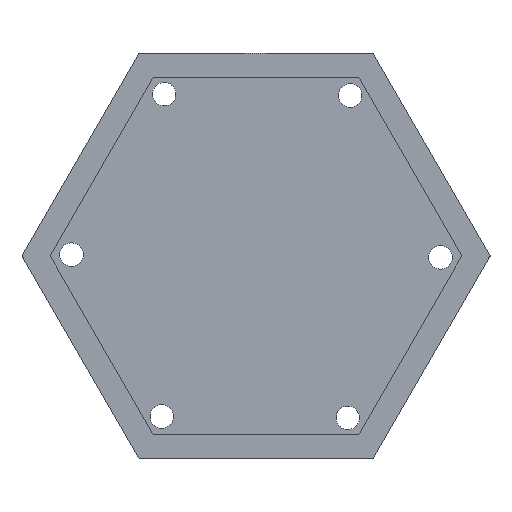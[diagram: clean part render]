
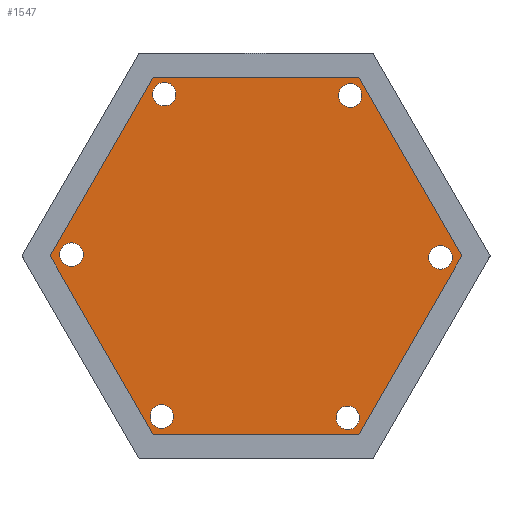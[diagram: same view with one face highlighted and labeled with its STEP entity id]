
A CAD part, top view. The second image highlights one B-rep face of the part: STEP entity #1547.
In plain terms, the highlighted planar face has unit normal (0, 0, 1).
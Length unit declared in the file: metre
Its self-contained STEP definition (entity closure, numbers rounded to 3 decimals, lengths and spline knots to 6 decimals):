
#44=CIRCLE('',#1680,0.02);
#45=CIRCLE('',#1682,0.02);
#46=CIRCLE('',#1684,0.02);
#47=CIRCLE('',#1686,0.02);
#48=CIRCLE('',#1688,0.02);
#49=CIRCLE('',#1690,0.02);
#146=ORIENTED_EDGE('',*,*,#529,.T.);
#147=ORIENTED_EDGE('',*,*,#528,.F.);
#148=ORIENTED_EDGE('',*,*,#527,.F.);
#149=ORIENTED_EDGE('',*,*,#526,.F.);
#150=ORIENTED_EDGE('',*,*,#525,.T.);
#151=ORIENTED_EDGE('',*,*,#524,.F.);
#152=ORIENTED_EDGE('',*,*,#502,.T.);
#153=ORIENTED_EDGE('',*,*,#498,.T.);
#154=ORIENTED_EDGE('',*,*,#514,.T.);
#155=ORIENTED_EDGE('',*,*,#511,.T.);
#156=ORIENTED_EDGE('',*,*,#508,.T.);
#157=ORIENTED_EDGE('',*,*,#505,.T.);
#498=EDGE_CURVE('',#704,#705,#856,.T.);
#502=EDGE_CURVE('',#708,#704,#860,.T.);
#505=EDGE_CURVE('',#710,#708,#863,.T.);
#508=EDGE_CURVE('',#712,#710,#866,.T.);
#511=EDGE_CURVE('',#714,#712,#869,.T.);
#514=EDGE_CURVE('',#705,#714,#872,.T.);
#524=EDGE_CURVE('',#722,#722,#44,.T.);
#525=EDGE_CURVE('',#723,#723,#45,.T.);
#526=EDGE_CURVE('',#724,#724,#46,.T.);
#527=EDGE_CURVE('',#725,#725,#47,.T.);
#528=EDGE_CURVE('',#726,#726,#48,.T.);
#529=EDGE_CURVE('',#727,#727,#49,.T.);
#704=VERTEX_POINT('',#2213);
#705=VERTEX_POINT('',#2214);
#708=VERTEX_POINT('',#2222);
#710=VERTEX_POINT('',#2228);
#712=VERTEX_POINT('',#2234);
#714=VERTEX_POINT('',#2240);
#722=VERTEX_POINT('',#2266);
#723=VERTEX_POINT('',#2269);
#724=VERTEX_POINT('',#2272);
#725=VERTEX_POINT('',#2275);
#726=VERTEX_POINT('',#2278);
#727=VERTEX_POINT('',#2281);
#856=LINE('',#2212,#1042);
#860=LINE('',#2221,#1046);
#863=LINE('',#2227,#1049);
#866=LINE('',#2233,#1052);
#869=LINE('',#2239,#1055);
#872=LINE('',#2245,#1058);
#1042=VECTOR('',#1799,1.);
#1046=VECTOR('',#1805,1.);
#1049=VECTOR('',#1810,1.);
#1052=VECTOR('',#1815,1.);
#1055=VECTOR('',#1820,1.);
#1058=VECTOR('',#1825,1.);
#1245=EDGE_LOOP('',(#146));
#1246=EDGE_LOOP('',(#147));
#1247=EDGE_LOOP('',(#148));
#1248=EDGE_LOOP('',(#149));
#1249=EDGE_LOOP('',(#150));
#1250=EDGE_LOOP('',(#151));
#1251=EDGE_LOOP('',(#152,#153,#154,#155,#156,#157));
#1367=FACE_BOUND('',#1245,.T.);
#1368=FACE_BOUND('',#1246,.T.);
#1369=FACE_BOUND('',#1247,.T.);
#1370=FACE_BOUND('',#1248,.T.);
#1371=FACE_BOUND('',#1249,.T.);
#1372=FACE_BOUND('',#1250,.T.);
#1373=FACE_BOUND('',#1251,.T.);
#1470=PLANE('',#1691);
#1547=ADVANCED_FACE('',(#1367,#1368,#1369,#1370,#1371,#1372,#1373),#1470,
 .T.);
#1680=AXIS2_PLACEMENT_3D('',#2265,#1849,#1850);
#1682=AXIS2_PLACEMENT_3D('',#2268,#1853,#1854);
#1684=AXIS2_PLACEMENT_3D('',#2271,#1857,#1858);
#1686=AXIS2_PLACEMENT_3D('',#2274,#1861,#1862);
#1688=AXIS2_PLACEMENT_3D('',#2277,#1865,#1866);
#1690=AXIS2_PLACEMENT_3D('',#2280,#1869,#1870);
#1691=AXIS2_PLACEMENT_3D('',#2282,#1871,#1872);
#1799=DIRECTION('',(-0.5,-0.866,0.));
#1805=DIRECTION('',(-1.,0.,0.));
#1810=DIRECTION('',(-0.5,0.866,0.));
#1815=DIRECTION('',(0.5,0.866,0.));
#1820=DIRECTION('',(1.,0.,0.));
#1825=DIRECTION('',(0.5,-0.866,0.));
#1849=DIRECTION('',(0.,0.,1.));
#1850=DIRECTION('',(1.,0.,0.));
#1853=DIRECTION('',(0.,0.,-1.));
#1854=DIRECTION('',(1.,0.,0.));
#1857=DIRECTION('',(0.,0.,1.));
#1858=DIRECTION('',(1.,0.,0.));
#1861=DIRECTION('',(0.,0.,1.));
#1862=DIRECTION('',(1.,0.,0.));
#1865=DIRECTION('',(0.,0.,1.));
#1866=DIRECTION('',(1.,0.,0.));
#1869=DIRECTION('',(0.,0.,-1.));
#1870=DIRECTION('',(1.,0.,0.));
#1871=DIRECTION('',(0.,0.,1.));
#1872=DIRECTION('',(1.,0.,0.));
#2212=CARTESIAN_POINT('',(-0.2625,0.151554,0.01));
#2213=CARTESIAN_POINT('',(-0.175,0.303109,0.01));
#2214=CARTESIAN_POINT('',(-0.35,0.,0.01));
#2221=CARTESIAN_POINT('',(0.,0.303109,0.01));
#2222=CARTESIAN_POINT('',(0.175,0.303109,0.01));
#2227=CARTESIAN_POINT('',(0.2625,0.151554,0.01));
#2228=CARTESIAN_POINT('',(0.35,0.,0.01));
#2233=CARTESIAN_POINT('',(0.2625,-0.151554,0.01));
#2234=CARTESIAN_POINT('',(0.175,-0.303109,0.01));
#2239=CARTESIAN_POINT('',(0.,-0.303109,0.01));
#2240=CARTESIAN_POINT('',(-0.175,-0.303109,0.01));
#2245=CARTESIAN_POINT('',(-0.2625,-0.151554,0.01));
#2265=CARTESIAN_POINT('',(-0.156117,0.275321,0.01));
#2266=CARTESIAN_POINT('',(-0.136117,0.275321,0.01));
#2268=CARTESIAN_POINT('',(-0.160176,-0.272979,0.01));
#2269=CARTESIAN_POINT('',(-0.140176,-0.272979,0.01));
#2271=CARTESIAN_POINT('',(-0.313814,0.002323,0.01));
#2272=CARTESIAN_POINT('',(-0.293814,0.002323,0.01));
#2274=CARTESIAN_POINT('',(0.313814,-0.002323,0.01));
#2275=CARTESIAN_POINT('',(0.333814,-0.002323,0.01));
#2277=CARTESIAN_POINT('',(0.156117,-0.275321,0.01));
#2278=CARTESIAN_POINT('',(0.176117,-0.275321,0.01));
#2280=CARTESIAN_POINT('',(0.160176,0.272979,0.01));
#2281=CARTESIAN_POINT('',(0.180176,0.272979,0.01));
#2282=CARTESIAN_POINT('',(0.,0.,0.01));
